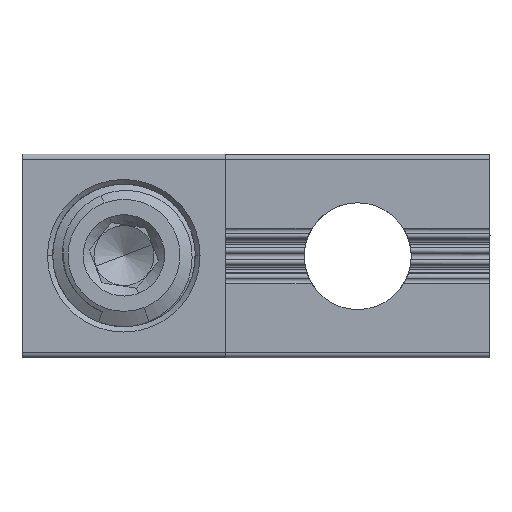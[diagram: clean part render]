
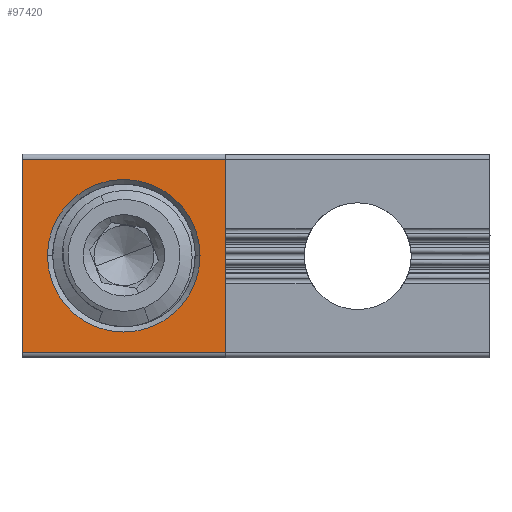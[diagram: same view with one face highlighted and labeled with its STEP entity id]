
A CAD part, top view. The second image highlights one B-rep face of the part: STEP entity #97420.
In plain terms, the highlighted planar face has unit normal (0, 0, 1).
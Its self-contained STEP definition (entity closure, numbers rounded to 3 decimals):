
#72590=CARTESIAN_POINT('',(5.983,-12.422,
18.569));
#72600=VERTEX_POINT('',#72590);
#72630=CARTESIAN_POINT('',(5.983,-12.422,
18.569));
#72640=DIRECTION('',(0.357,0.934,
0.));
#72650=VECTOR('',#72640,1.);
#72660=LINE('',#72630,#72650);
#72670=CARTESIAN_POINT('',(12.763,5.327,
18.569));
#72680=VERTEX_POINT('',#72670);
#72690=EDGE_CURVE('',#72600,#72680,#72660,.T.);
#94130=CARTESIAN_POINT('',(-5.921,12.464,
18.569));
#94140=VERTEX_POINT('',#94130);
#94170=CARTESIAN_POINT('',(-5.921,12.464,
18.569));
#94180=DIRECTION('',(-0.357,-0.934,
0.));
#94190=VECTOR('',#94180,1.);
#94200=LINE('',#94170,#94190);
#94210=CARTESIAN_POINT('',(-12.701,-5.285,
18.569));
#94220=VERTEX_POINT('',#94210);
#94230=EDGE_CURVE('',#94140,#94220,#94200,.T.);
#97060=CARTESIAN_POINT('',(-35.121,3.279,
18.569));
#97070=DIRECTION('',(0.,0.,1.));
#97080=DIRECTION('',(-0.934,0.357,
0.));
#97090=AXIS2_PLACEMENT_3D('',#97060,#97070,#97080);
#97100=PLANE('',#97090);
#97110=CARTESIAN_POINT('',(0.031,0.021,
18.569));
#97120=DIRECTION('',(0.,0.,-1.));
#97130=DIRECTION('',(-0.934,0.357,
0.));
#97140=AXIS2_PLACEMENT_3D('',#97110,#97120,#97130);
#97150=CIRCLE('',#97140,7.5);
#97160=CARTESIAN_POINT('',(-6.975,2.697,
18.569));
#97170=VERTEX_POINT('',#97160);
#97180=CARTESIAN_POINT('',(7.037,-2.655,
18.569));
#97190=VERTEX_POINT('',#97180);
#97200=EDGE_CURVE('',#97170,#97190,#97150,.T.);
#97210=ORIENTED_EDGE('',*,*,#97200,.T.);
#97220=EDGE_CURVE('',#97190,#97170,#97150,.T.);
#97230=ORIENTED_EDGE('',*,*,#97220,.T.);
#97240=EDGE_LOOP('',(#97230,#97210));
#97250=FACE_BOUND('',#97240,.T.);
#97260=ORIENTED_EDGE('',*,*,#94230,.T.);
#97270=CARTESIAN_POINT('',(-5.921,12.464,
18.569));
#97280=DIRECTION('',(0.934,-0.357,
0.));
#97290=VECTOR('',#97280,1.);
#97300=LINE('',#97270,#97290);
#97310=EDGE_CURVE('',#94140,#72680,#97300,.T.);
#97320=ORIENTED_EDGE('',*,*,#97310,.F.);
#97330=ORIENTED_EDGE('',*,*,#72690,.T.);
#97340=CARTESIAN_POINT('',(5.983,-12.422,
18.569));
#97350=DIRECTION('',(-0.934,0.357,
0.));
#97360=VECTOR('',#97350,1.);
#97370=LINE('',#97340,#97360);
#97380=EDGE_CURVE('',#72600,#94220,#97370,.T.);
#97390=ORIENTED_EDGE('',*,*,#97380,.F.);
#97400=EDGE_LOOP('',(#97390,#97330,#97320,#97260));
#97410=FACE_OUTER_BOUND('',#97400,.T.);
#97420=ADVANCED_FACE('',(#97250,#97410),#97100,.T.);
